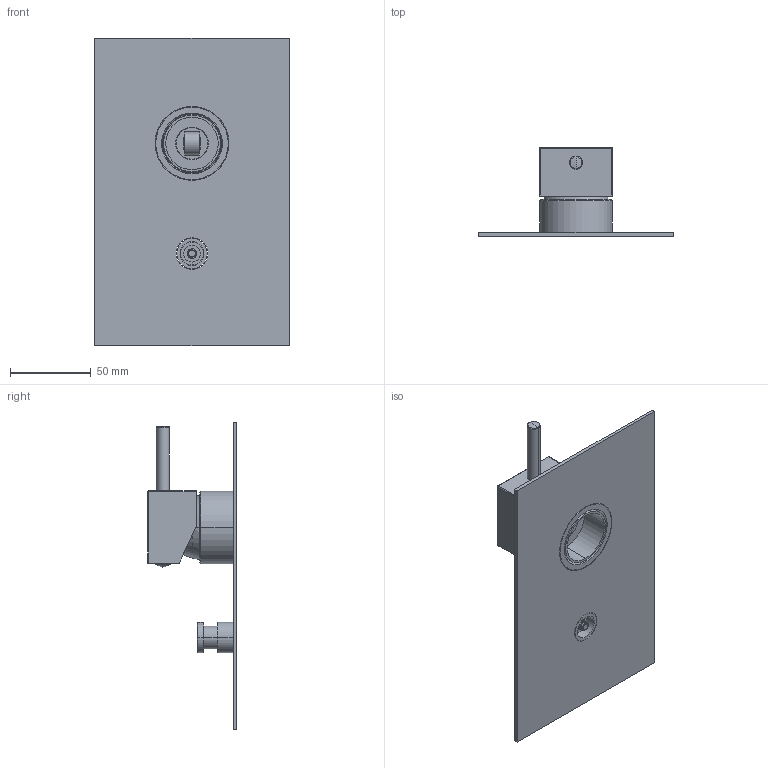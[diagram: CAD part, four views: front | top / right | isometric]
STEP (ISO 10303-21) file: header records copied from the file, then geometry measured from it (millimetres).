
FILE_DESCRIPTION((''),'2;1');
FILE_NAME('LEA015CR-M','2021-11-02T17:07:12',('ut3'),('PAFFONI SpA'),'CREO PARAMETRIC BY PTC INC, 2020044','CREO PARAMETRIC BY PTC INC, 2020044','');
FILE_SCHEMA(('CONFIG_CONTROL_DESIGN','SHAPE_APPEARANCE_LAYERS_GROUPS'));
Length unit declared in the file: millimetre
Products named in the file (1): LEA015CR-M
Bounding box: 120 x 54.8 x 190 mm (x, y, z)
Volume: 87423.3 mm3; surface area: 82732.2 mm2
Topology: 5 solids, 5 shells, 905 faces, 2432 edges, 1550 vertices
Faces by surface type: plane 580, cylinder 194, torus 72, cone 45, sphere 8, bspline 6
Entity records: 39404 total; most frequent: CARTESIAN_POINT 10197, ORIENTED_EDGE 4848, DIRECTION 4493, EDGE_CURVE 2424, VERTEX_POINT 1550, AXIS2_PLACEMENT_3D 1508, VECTOR 1477, LINE 1477
